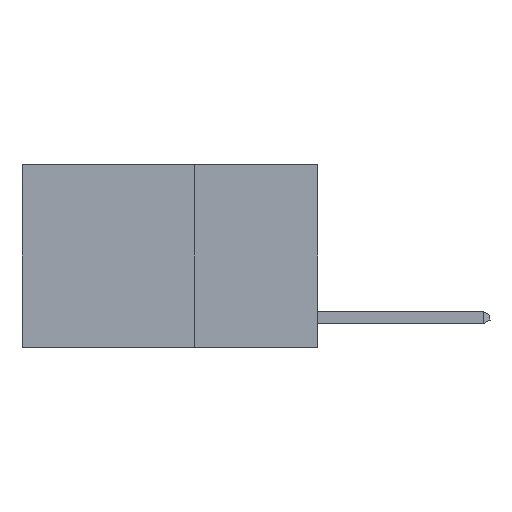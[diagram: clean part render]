
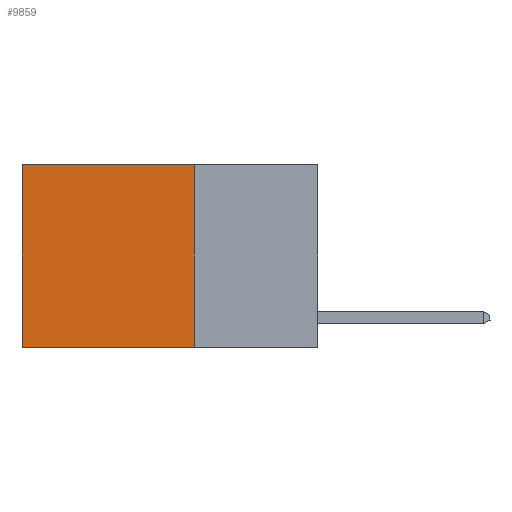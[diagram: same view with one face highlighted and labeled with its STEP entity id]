
A CAD part, left-side view. The second image highlights one B-rep face of the part: STEP entity #9859.
In plain terms, the highlighted planar face has unit normal (-1, 0, 0).
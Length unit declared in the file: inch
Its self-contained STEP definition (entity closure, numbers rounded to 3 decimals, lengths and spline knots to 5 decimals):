
#80 = CARTESIAN_POINT ( 'NONE',  ( 0.2625, 0.25, -0.37 ) ) ;
#253 = LINE ( 'NONE', #12979, #11405 ) ;
#386 = PLANE ( 'NONE',  #13577 ) ;
#394 = DIRECTION ( 'NONE',  ( 0., 1., 0. ) ) ;
#783 = LINE ( 'NONE', #7259, #3406 ) ;
#916 = VECTOR ( 'NONE', #11559, 39.37008 ) ;
#1228 = CARTESIAN_POINT ( 'NONE',  ( 0.2625, 0.25, 0. ) ) ;
#1499 = DIRECTION ( 'NONE',  ( 0., 0., -1. ) ) ;
#1511 = LINE ( 'NONE', #1228, #7020 ) ;
#1541 = ORIENTED_EDGE ( 'NONE', *, *, #7904, .F. ) ;
#1583 = EDGE_CURVE ( 'NONE', #12029, #11359, #253, .T. ) ;
#2008 = EDGE_LOOP ( 'NONE', ( #11392, #1541, #6252, #7800 ) ) ;
#2353 = CARTESIAN_POINT ( 'NONE',  ( 0.2625, 0.6, 0. ) ) ;
#3406 = VECTOR ( 'NONE', #13573, 39.37008 ) ;
#3479 = DIRECTION ( 'NONE',  ( 0., 0., -1. ) ) ;
#3882 = CARTESIAN_POINT ( 'NONE',  ( 0.2625, 0.25, 0. ) ) ;
#4024 = VERTEX_POINT ( 'NONE', #80 ) ;
#4352 = CARTESIAN_POINT ( 'NONE',  ( 0.2625, 0.6, -0.37 ) ) ;
#6252 = ORIENTED_EDGE ( 'NONE', *, *, #7012, .F. ) ;
#6437 = FACE_OUTER_BOUND ( 'NONE', #2008, .T. ) ;
#7012 = EDGE_CURVE ( 'NONE', #12029, #4024, #1511, .T. ) ;
#7020 = VECTOR ( 'NONE', #3479, 39.37008 ) ;
#7259 = CARTESIAN_POINT ( 'NONE',  ( 0.2625, 0.25, -0.37 ) ) ;
#7800 = ORIENTED_EDGE ( 'NONE', *, *, #1583, .T. ) ;
#7904 = EDGE_CURVE ( 'NONE', #4024, #10873, #783, .T. ) ;
#8061 = DIRECTION ( 'NONE',  ( 1., 0., 0. ) ) ;
#8900 = EDGE_CURVE ( 'NONE', #11359, #10873, #12390, .T. ) ;
#9859 = ADVANCED_FACE ( 'NONE', ( #6437 ), #386, .F. ) ;
#10573 = CARTESIAN_POINT ( 'NONE',  ( 0.2625, 0.6, 0. ) ) ;
#10873 = VERTEX_POINT ( 'NONE', #4352 ) ;
#11359 = VERTEX_POINT ( 'NONE', #10573 ) ;
#11392 = ORIENTED_EDGE ( 'NONE', *, *, #8900, .T. ) ;
#11405 = VECTOR ( 'NONE', #394, 39.37008 ) ;
#11559 = DIRECTION ( 'NONE',  ( 0., 0., -1. ) ) ;
#12029 = VERTEX_POINT ( 'NONE', #3882 ) ;
#12232 = CARTESIAN_POINT ( 'NONE',  ( 0.2625, 0.25, 0. ) ) ;
#12390 = LINE ( 'NONE', #2353, #916 ) ;
#12979 = CARTESIAN_POINT ( 'NONE',  ( 0.2625, 0.25, 0. ) ) ;
#13573 = DIRECTION ( 'NONE',  ( 0., 1., 0. ) ) ;
#13577 = AXIS2_PLACEMENT_3D ( 'NONE', #12232, #8061, #1499 ) ;
